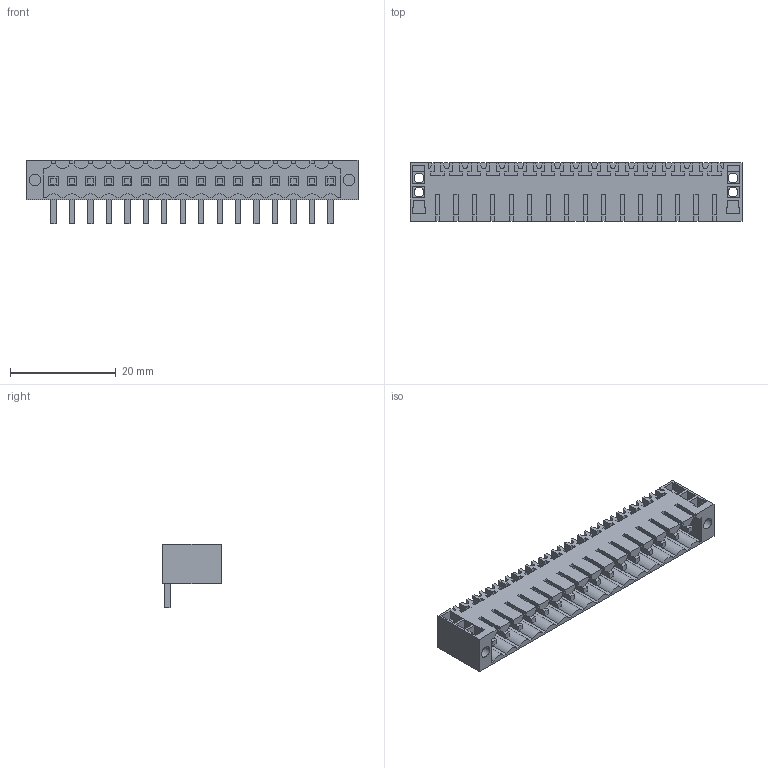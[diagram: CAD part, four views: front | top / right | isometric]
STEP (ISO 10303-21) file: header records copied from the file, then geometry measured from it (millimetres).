
FILE_DESCRIPTION(('CATIA V5 STEP Exchange','CAx-IF Rec.Pracs.--- Model Styling and Organization---1.2---2011-12-15'),'2;1');
FILE_NAME ('D1453538_0_1615660000_1615660000.stp','2018-03-06T12:29:59+00:00',('none'),('Weidmueller'),'CATIA Version 5-6 Release 2014','CATIA V5 STEP AP214','none');
FILE_SCHEMA(('AUTOMOTIVE_DESIGN { 1 0 10303 214 1 1 1 1 }'));
Length unit declared in the file: millimetre
Products named in the file (1): 1615660000
Bounding box: 62.9 x 11.05 x 11.95 mm (x, y, z)
Volume: 2313 mm3; surface area: 6352.8 mm2
Topology: 17 solids, 17 shells, 978 faces, 2975 edges, 2037 vertices
Faces by surface type: plane 897, cylinder 81
Entity records: 30585 total; most frequent: ORIENTED_EDGE 5950, CARTESIAN_POINT 5524, DIRECTION 3997, EDGE_CURVE 2975, VECTOR 2781, LINE 2781, VERTEX_POINT 2037, EDGE_LOOP 1034
